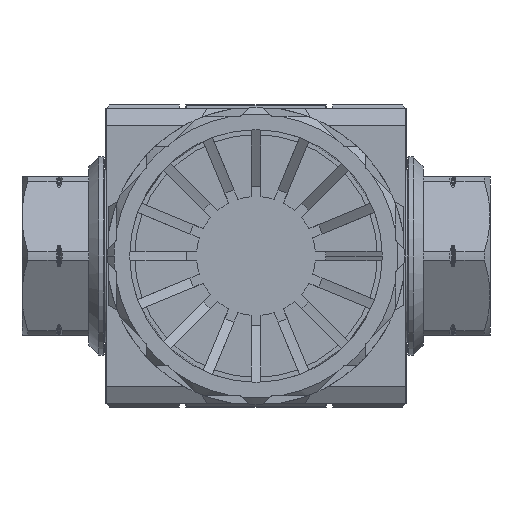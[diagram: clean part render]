
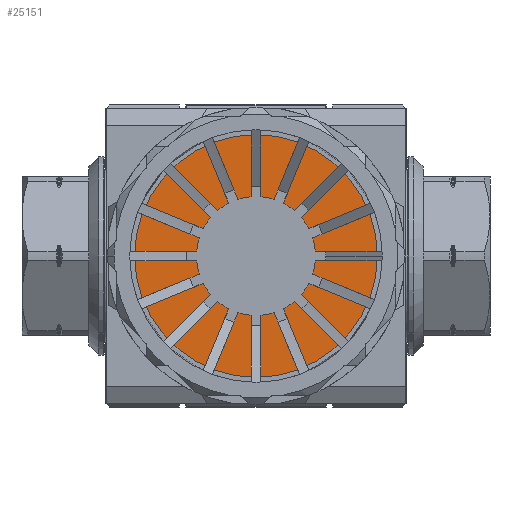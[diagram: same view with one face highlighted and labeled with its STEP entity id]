
A CAD part, front view. The second image highlights one B-rep face of the part: STEP entity #25151.
In plain terms, the highlighted planar face has unit normal (0, -1, 0).
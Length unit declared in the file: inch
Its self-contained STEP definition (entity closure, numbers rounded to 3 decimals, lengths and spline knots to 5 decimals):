
#612 = CARTESIAN_POINT ( 'NONE',  ( 0., -4.38976, 0.96457 ) ) ;
#6447 = PLANE ( 'NONE',  #23426 ) ;
#6498 = VERTEX_POINT ( 'NONE', #13431 ) ;
#6663 = DIRECTION ( 'NONE',  ( -1., 0., 0. ) ) ;
#8006 = CARTESIAN_POINT ( 'NONE',  ( 0., -4.38976, 0. ) ) ;
#9983 = CARTESIAN_POINT ( 'NONE',  ( 0.96457, -4.38976, 0. ) ) ;
#10669 = EDGE_CURVE ( 'NONE', #16713, #6498, #21600, .T. ) ;
#10820 = DIRECTION ( 'NONE',  ( 1., 0., 0. ) ) ;
#13431 = CARTESIAN_POINT ( 'NONE',  ( -0.96457, -4.38976, 0. ) ) ;
#14697 = DIRECTION ( 'NONE',  ( 1., 0., 0. ) ) ;
#16328 = DIRECTION ( 'NONE',  ( 0., 1., 0. ) ) ;
#16713 = VERTEX_POINT ( 'NONE', #9983 ) ;
#17236 = DIRECTION ( 'NONE',  ( 0., -1., 0. ) ) ;
#21600 = CIRCLE ( 'NONE', #26381, 0.96457 ) ;
#23426 = AXIS2_PLACEMENT_3D ( 'NONE', #612, #16328, #6663 ) ;
#24561 = CARTESIAN_POINT ( 'NONE',  ( 0., -4.38976, 0. ) ) ;
#25151 = ADVANCED_FACE ( 'NONE', ( #26400 ), #6447, .F. ) ;
#26381 = AXIS2_PLACEMENT_3D ( 'NONE', #24561, #41069, #14697 ) ;
#26400 = FACE_OUTER_BOUND ( 'NONE', #38037, .T. ) ;
#32045 = EDGE_CURVE ( 'NONE', #6498, #16713, #36621, .T. ) ;
#34573 = ORIENTED_EDGE ( 'NONE', *, *, #10669, .T. ) ;
#36621 = CIRCLE ( 'NONE', #39346, 0.96457 ) ;
#38037 = EDGE_LOOP ( 'NONE', ( #34573, #38531 ) ) ;
#38531 = ORIENTED_EDGE ( 'NONE', *, *, #32045, .T. ) ;
#39346 = AXIS2_PLACEMENT_3D ( 'NONE', #8006, #17236, #10820 ) ;
#41069 = DIRECTION ( 'NONE',  ( 0., -1., 0. ) ) ;
